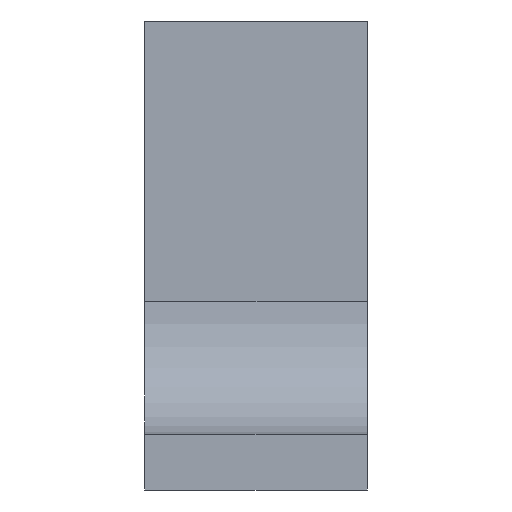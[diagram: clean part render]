
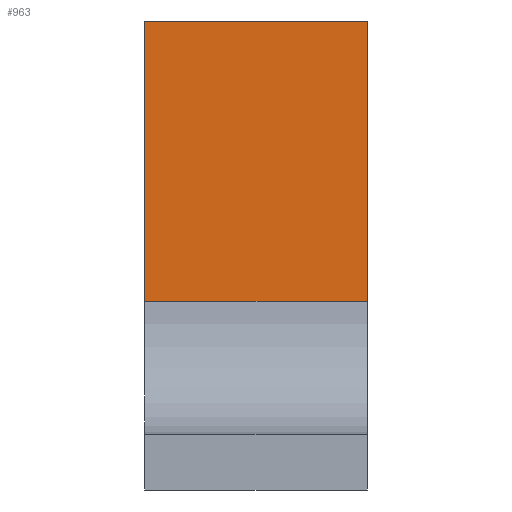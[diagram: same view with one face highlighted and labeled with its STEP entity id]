
A CAD part, left-side view. The second image highlights one B-rep face of the part: STEP entity #963.
In plain terms, the highlighted planar face has unit normal (-1, 0, 0).
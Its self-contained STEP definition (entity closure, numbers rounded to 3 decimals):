
#9 = DIRECTION ( 'NONE',  ( 0., 0., -1. ) ) ;
#26 = CARTESIAN_POINT ( 'NONE',  ( -25., -20., -4.05 ) ) ;
#89 = LINE ( 'NONE', #402, #579 ) ;
#138 = DIRECTION ( 'NONE',  ( 0., 0., 1. ) ) ;
#141 = EDGE_LOOP ( 'NONE', ( #986, #590, #626, #871 ) ) ;
#256 = DIRECTION ( 'NONE',  ( -1., 0., 0. ) ) ;
#277 = LINE ( 'NONE', #529, #510 ) ;
#291 = LINE ( 'NONE', #687, #778 ) ;
#329 = AXIS2_PLACEMENT_3D ( 'NONE', #731, #256, #480 ) ;
#351 = EDGE_CURVE ( 'NONE', #822, #989, #291, .T. ) ;
#385 = VERTEX_POINT ( 'NONE', #692 ) ;
#402 = CARTESIAN_POINT ( 'NONE',  ( -25., -20., -21.05 ) ) ;
#415 = DIRECTION ( 'NONE',  ( 0., 1., 0. ) ) ;
#480 = DIRECTION ( 'NONE',  ( 0., 0., 1. ) ) ;
#488 = CARTESIAN_POINT ( 'NONE',  ( -25., 0., 21.05 ) ) ;
#507 = CARTESIAN_POINT ( 'NONE',  ( -25., -3., 21.05 ) ) ;
#510 = VECTOR ( 'NONE', #138, 1000. ) ;
#529 = CARTESIAN_POINT ( 'NONE',  ( -25., 0., 21.05 ) ) ;
#545 = CARTESIAN_POINT ( 'NONE',  ( -25., 0., -4.05 ) ) ;
#559 = EDGE_CURVE ( 'NONE', #385, #969, #571, .T. ) ;
#571 = LINE ( 'NONE', #507, #726 ) ;
#579 = VECTOR ( 'NONE', #9, 1000. ) ;
#590 = ORIENTED_EDGE ( 'NONE', *, *, #351, .T. ) ;
#626 = ORIENTED_EDGE ( 'NONE', *, *, #1013, .F. ) ;
#678 = DIRECTION ( 'NONE',  ( 0., -1., 0. ) ) ;
#687 = CARTESIAN_POINT ( 'NONE',  ( -25., -20., -4.05 ) ) ;
#692 = CARTESIAN_POINT ( 'NONE',  ( -25., -20., 21.05 ) ) ;
#719 = EDGE_CURVE ( 'NONE', #822, #969, #277, .T. ) ;
#726 = VECTOR ( 'NONE', #415, 1000. ) ;
#731 = CARTESIAN_POINT ( 'NONE',  ( -25., -3., 21.05 ) ) ;
#741 = PLANE ( 'NONE',  #329 ) ;
#778 = VECTOR ( 'NONE', #678, 1000. ) ;
#822 = VERTEX_POINT ( 'NONE', #545 ) ;
#871 = ORIENTED_EDGE ( 'NONE', *, *, #559, .T. ) ;
#963 = ADVANCED_FACE ( 'NONE', ( #966 ), #741, .T. ) ;
#966 = FACE_OUTER_BOUND ( 'NONE', #141, .T. ) ;
#969 = VERTEX_POINT ( 'NONE', #488 ) ;
#986 = ORIENTED_EDGE ( 'NONE', *, *, #719, .F. ) ;
#989 = VERTEX_POINT ( 'NONE', #26 ) ;
#1013 = EDGE_CURVE ( 'NONE', #385, #989, #89, .T. ) ;
